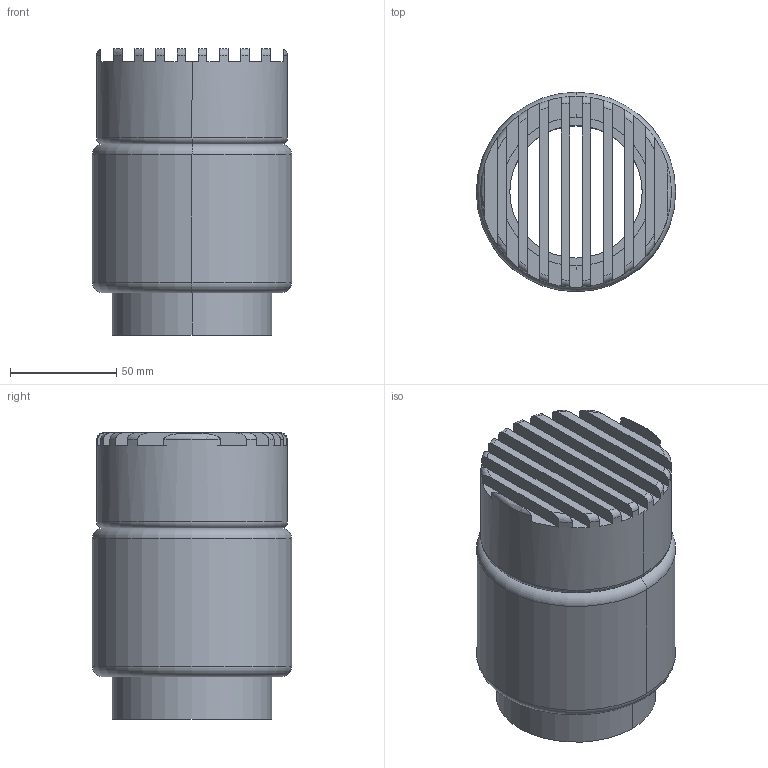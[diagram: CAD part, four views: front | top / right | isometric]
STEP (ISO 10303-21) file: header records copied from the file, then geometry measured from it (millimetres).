
FILE_DESCRIPTION((''),'2;1');
FILE_NAME('MD-001483_ASM','2014-07-31T',('rnennstiel'),('vacuvane vacuum technology gmbh'),'PRO/ENGINEER BY PARAMETRIC TECHNOLOGY CORPORATION, 2010140','PRO/ENGINEER BY PARAMETRIC TECHNOLOGY CORPORATION, 2010140','');
FILE_SCHEMA(('AUTOMOTIVE_DESIGN_CC2 { 1 2 10303 214 -1 1 5 2 }'));
Length unit declared in the file: millimetre
Products named in the file (3): MD-001481; MD-001482; MD-001483_ASM
Assembly tree (2 placements, depth 2):
  MD-001483_ASM
    MD-001481
    MD-001482
Bounding box: 94 x 94 x 135 mm (x, y, z)
Volume: 294898.3 mm3; surface area: 116992.6 mm2
Topology: 2 solids, 5 shells, 108 faces, 300 edges, 188 vertices
Faces by surface type: plane 58, torus 26, cylinder 24
Entity records: 4736 total; most frequent: CARTESIAN_POINT 1505, DIRECTION 644, ORIENTED_EDGE 588, COLOUR_RGB 306, EDGE_CURVE 300, AXIS2_PLACEMENT_3D 261, VERTEX_POINT 188, CIRCLE 144
